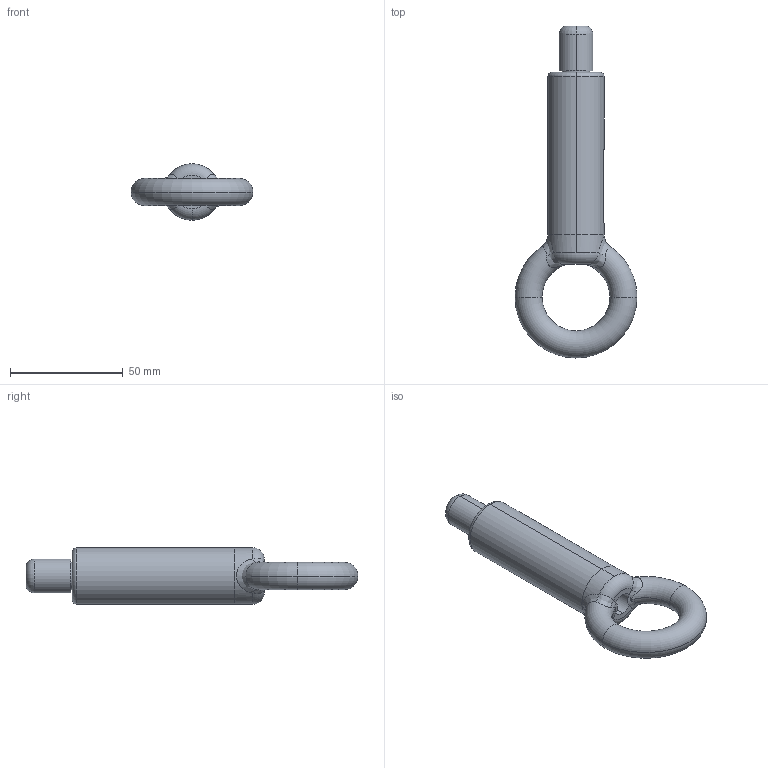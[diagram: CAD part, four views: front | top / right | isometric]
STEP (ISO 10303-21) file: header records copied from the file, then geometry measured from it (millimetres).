
FILE_DESCRIPTION (( 'STEP AP214' ), '1' );
FILE_NAME ('T37656.step', '2023-06-08T07:45:13', ( '' ), ( '' ), 'SwSTEP 2.0', 'SolidWorks 2022', '' );
FILE_SCHEMA (( 'AUTOMOTIVE_DESIGN' ));
Length unit declared in the file: millimetre
Products named in the file (1): T37656
Bounding box: 54 x 147.01 x 25 mm (x, y, z)
Volume: 47366.7 mm3; surface area: 16712.9 mm2
Topology: 2 solids, 2 shells, 52 faces, 118 edges, 71 vertices
Faces by surface type: plane 16, cylinder 15, torus 13, bspline 8
Entity records: 2587 total; most frequent: CARTESIAN_POINT 1398, DIRECTION 246, ORIENTED_EDGE 236, EDGE_CURVE 118, AXIS2_PLACEMENT_3D 111, VERTEX_POINT 71, CIRCLE 66, EDGE_LOOP 59
